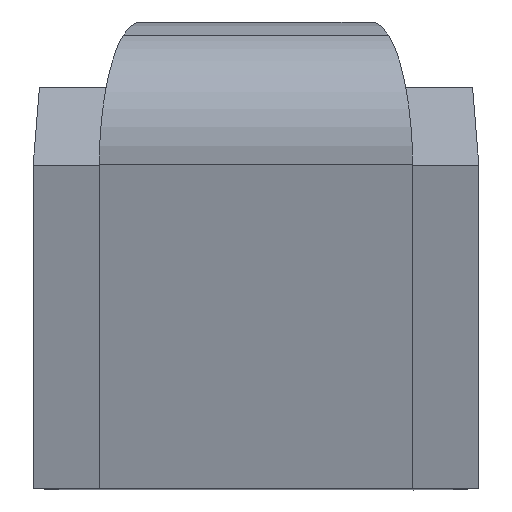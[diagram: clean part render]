
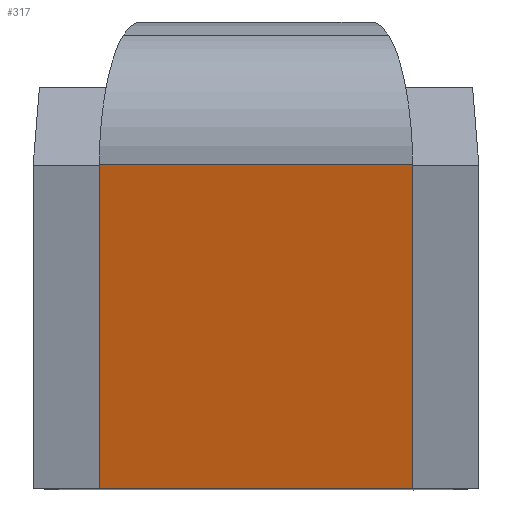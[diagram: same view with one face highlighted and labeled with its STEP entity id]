
A CAD part, top view. The second image highlights one B-rep face of the part: STEP entity #317.
In plain terms, the highlighted planar face has unit normal (0, -0.24, 0.971).
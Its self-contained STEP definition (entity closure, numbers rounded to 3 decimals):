
#26=PLANE('',#354);
#73=ORIENTED_EDGE('',*,*,#157,.F.);
#74=ORIENTED_EDGE('',*,*,#138,.T.);
#75=ORIENTED_EDGE('',*,*,#160,.T.);
#76=ORIENTED_EDGE('',*,*,#161,.T.);
#138=EDGE_CURVE('',#184,#183,#212,.T.);
#157=EDGE_CURVE('',#184,#201,#225,.F.);
#160=EDGE_CURVE('',#183,#202,#228,.T.);
#161=EDGE_CURVE('',#202,#201,#229,.T.);
#183=VERTEX_POINT('',#465);
#184=VERTEX_POINT('',#467);
#201=VERTEX_POINT('',#507);
#202=VERTEX_POINT('',#512);
#212=LINE('',#466,#243);
#225=LINE('',#506,#256);
#228=LINE('',#511,#259);
#229=LINE('',#513,#260);
#243=VECTOR('',#377,1000.);
#256=VECTOR('',#410,1000.);
#259=VECTOR('',#415,1000.);
#260=VECTOR('',#416,1000.);
#278=EDGE_LOOP('',(#73,#74,#75,#76));
#295=FACE_BOUND('',#278,.T.);
#317=ADVANCED_FACE('',(#295),#26,.T.);
#354=AXIS2_PLACEMENT_3D('',#510,#413,#414);
#377=DIRECTION('',(-1.,0.,0.));
#410=DIRECTION('',(0.,0.971,0.24));
#413=DIRECTION('',(0.,-0.24,0.971));
#414=DIRECTION('',(0.,-0.971,-0.24));
#415=DIRECTION('',(0.,-0.971,-0.24));
#416=DIRECTION('',(1.,0.,0.));
#465=CARTESIAN_POINT('',(7.686,8.887,74.441));
#466=CARTESIAN_POINT('',(0.,8.887,74.441));
#467=CARTESIAN_POINT('',(13.311,8.887,74.441));
#506=CARTESIAN_POINT('',(13.311,-14.86,68.572));
#507=CARTESIAN_POINT('',(13.311,3.07,73.004));
#510=CARTESIAN_POINT('',(0.,-14.86,68.572));
#511=CARTESIAN_POINT('',(7.686,-14.86,68.572));
#512=CARTESIAN_POINT('',(7.686,3.07,73.004));
#513=CARTESIAN_POINT('',(0.,3.07,73.004));
